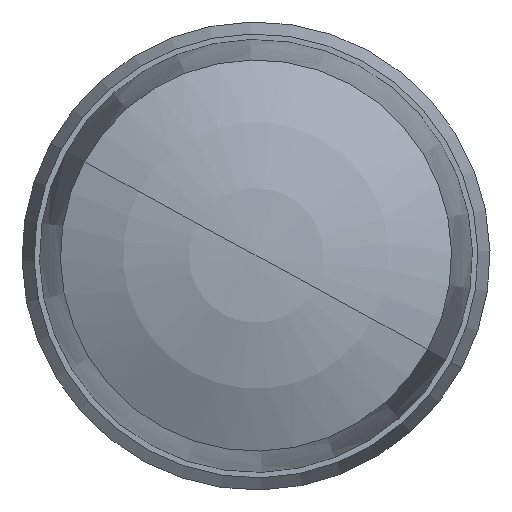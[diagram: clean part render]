
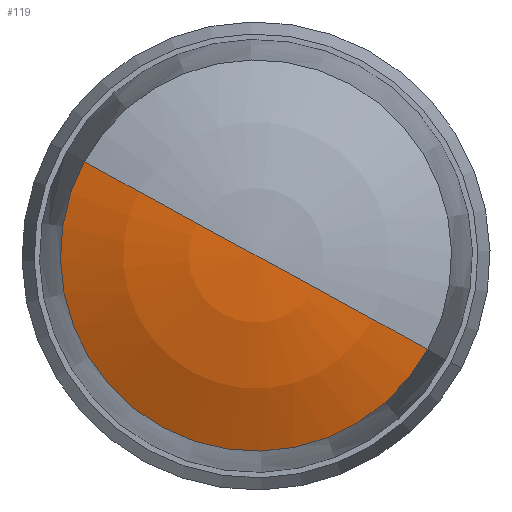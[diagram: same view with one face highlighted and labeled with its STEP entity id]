
A CAD part, top view. The second image highlights one B-rep face of the part: STEP entity #119.
In plain terms, the highlighted toroidal (fillet/blend) face has major radius 2.601 mm and minor radius 121.388 mm.
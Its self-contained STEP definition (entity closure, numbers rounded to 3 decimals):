
#54=AXIS2_PLACEMENT_3D('Circle Axis2P3D',#52,#53,$) ;
#100=AXIS2_PLACEMENT_3D('Torus Axis2P3D',#97,#98,#99) ;
#104=AXIS2_PLACEMENT_3D('Circle Axis2P3D',#102,#103,$) ;
#111=AXIS2_PLACEMENT_3D('Circle Axis2P3D',#109,#110,$) ;
#49=CARTESIAN_POINT('Vertex',(118.334,40.915,101.021)) ;
#52=CARTESIAN_POINT('Axis2P3D Location',(68.267,68.267,101.021)) ;
#56=CARTESIAN_POINT('Vertex',(18.2,95.619,101.021)) ;
#97=CARTESIAN_POINT('Axis2P3D Location',(68.267,68.267,-7.47)) ;
#102=CARTESIAN_POINT('Axis2P3D Location',(70.549,67.02,-7.47)) ;
#106=CARTESIAN_POINT('Vertex',(68.267,68.267,113.89)) ;
#109=CARTESIAN_POINT('Axis2P3D Location',(65.985,69.514,-7.47)) ;
#53=DIRECTION('Axis2P3D Direction',(0.,0.,-1.)) ;
#98=DIRECTION('Axis2P3D Direction',(0.,0.,-1.)) ;
#99=DIRECTION('Axis2P3D XDirection',(-0.878,0.479,0.)) ;
#103=DIRECTION('Axis2P3D Direction',(0.479,0.878,0.)) ;
#110=DIRECTION('Axis2P3D Direction',(-0.479,-0.878,0.)) ;
#115=ORIENTED_EDGE('',*,*,#58,.F.) ;
#116=ORIENTED_EDGE('',*,*,#108,.T.) ;
#117=ORIENTED_EDGE('',*,*,#113,.F.) ;
#119=ADVANCED_FACE('ANTENNE_1',(#118),#101,.T.) ;
#55=CIRCLE('generated circle',#54,57.051) ;
#105=CIRCLE('generated circle',#104,121.388) ;
#112=CIRCLE('generated circle',#111,121.388) ;
#101=DEGENERATE_TOROIDAL_SURFACE('homeo Torus',#100,2.601,121.388,.T.) ;
#58=EDGE_CURVE('',#50,#57,#55,.T.) ;
#108=EDGE_CURVE('',#50,#107,#105,.F.) ;
#113=EDGE_CURVE('',#57,#107,#112,.F.) ;
#114=EDGE_LOOP('',(#115,#116,#117)) ;
#118=FACE_OUTER_BOUND('',#114,.T.) ;
#50=VERTEX_POINT('',#49) ;
#57=VERTEX_POINT('',#56) ;
#107=VERTEX_POINT('',#106) ;
